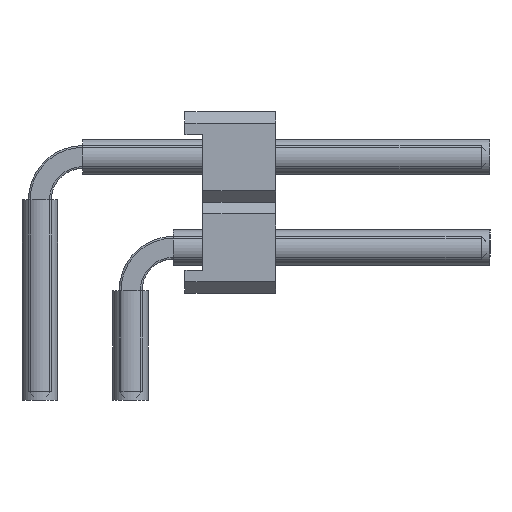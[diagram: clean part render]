
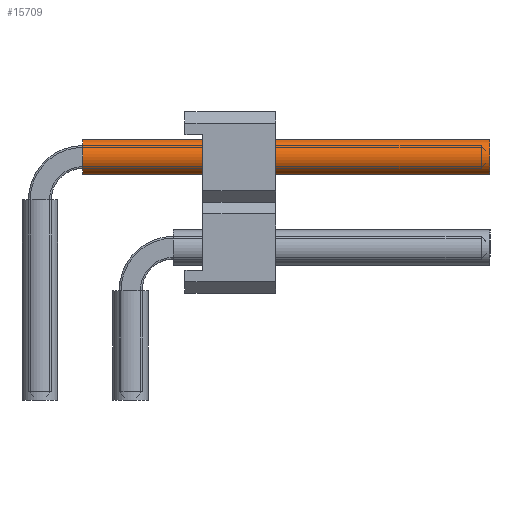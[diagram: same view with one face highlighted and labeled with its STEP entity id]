
A CAD part, left-side view. The second image highlights one B-rep face of the part: STEP entity #15709.
In plain terms, the highlighted cylindrical face has radius 0.5 mm (diameter 1 mm), a full revolution.
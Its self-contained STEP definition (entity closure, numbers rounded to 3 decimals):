
#8630=ORIENTED_EDGE('',*,*,#10872,.F.);
#8631=ORIENTED_EDGE('',*,*,#10873,.T.);
#10872=EDGE_CURVE('',#12364,#12364,#12900,.T.);
#10873=EDGE_CURVE('',#12365,#12365,#12901,.T.);
#12364=VERTEX_POINT('',#26121);
#12365=VERTEX_POINT('',#26123);
#12900=CIRCLE('',#17106,0.5);
#12901=CIRCLE('',#17107,0.5);
#13788=EDGE_LOOP('',(#8630));
#13789=EDGE_LOOP('',(#8631));
#14676=FACE_BOUND('',#13788,.T.);
#14677=FACE_BOUND('',#13789,.T.);
#14949=CYLINDRICAL_SURFACE('',#17105,0.5);
#15709=ADVANCED_FACE('',(#14676,#14677),#14949,.F.);
#17105=AXIS2_PLACEMENT_3D('',#26119,#21500,#21501);
#17106=AXIS2_PLACEMENT_3D('',#26120,#21502,#21503);
#17107=AXIS2_PLACEMENT_3D('',#26122,#21504,#21505);
#21500=DIRECTION('',(1.,0.,0.));
#21501=DIRECTION('',(0.,0.,-1.));
#21502=DIRECTION('',(-1.,0.,0.));
#21503=DIRECTION('',(0.,0.,1.));
#21504=DIRECTION('',(-1.,0.,0.));
#21505=DIRECTION('',(0.,0.,1.));
#26119=CARTESIAN_POINT('',(1.2,0.,6.81));
#26120=CARTESIAN_POINT('',(12.6,0.,6.81));
#26121=CARTESIAN_POINT('',(12.6,0.,7.31));
#26122=CARTESIAN_POINT('',(1.2,0.,6.81));
#26123=CARTESIAN_POINT('',(1.2,0.,7.31));
